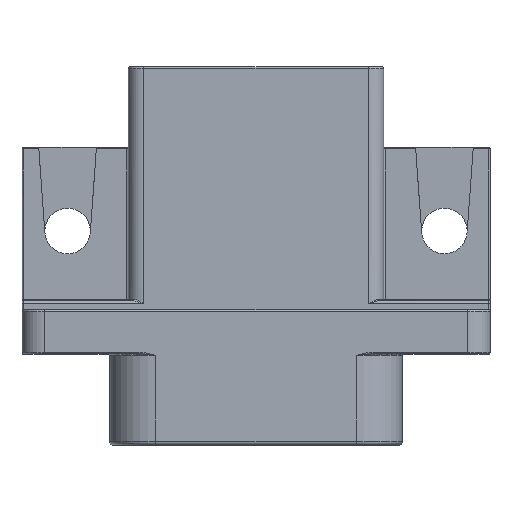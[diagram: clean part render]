
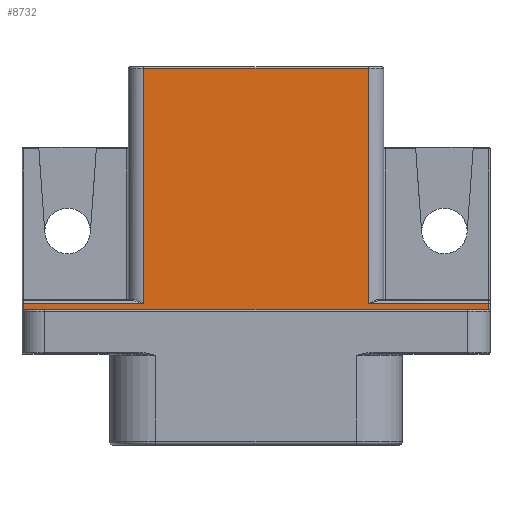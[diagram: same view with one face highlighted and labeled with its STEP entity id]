
A CAD part, top view. The second image highlights one B-rep face of the part: STEP entity #8732.
In plain terms, the highlighted planar face has unit normal (0, 0, 1).
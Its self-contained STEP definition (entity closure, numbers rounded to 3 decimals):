
#204=PLANE('',#9615);
#1280=FACE_OUTER_BOUND('',#1820,.T.);
#1820=EDGE_LOOP('',(#6973,#6974,#6975,#6976,#6977,#6978,#6979,#6980));
#2569=LINE('',#14984,#3242);
#2571=LINE('',#14991,#3244);
#2578=LINE('',#15040,#3251);
#2585=LINE('',#15066,#3258);
#2586=LINE('',#15068,#3259);
#2587=LINE('',#15070,#3260);
#2588=LINE('',#15072,#3261);
#2589=LINE('',#15073,#3262);
#3242=VECTOR('',#11726,10.);
#3244=VECTOR('',#11734,10.);
#3251=VECTOR('',#11773,10.);
#3258=VECTOR('',#11788,10.);
#3259=VECTOR('',#11789,10.);
#3260=VECTOR('',#11790,10.);
#3261=VECTOR('',#11791,10.);
#3262=VECTOR('',#11792,10.);
#3983=VERTEX_POINT('',#14961);
#3986=VERTEX_POINT('',#14983);
#3988=VERTEX_POINT('',#14989);
#3994=VERTEX_POINT('',#15038);
#4000=VERTEX_POINT('',#15065);
#4001=VERTEX_POINT('',#15067);
#4002=VERTEX_POINT('',#15069);
#4003=VERTEX_POINT('',#15071);
#5073=EDGE_CURVE('',#3983,#3986,#2569,.T.);
#5077=EDGE_CURVE('',#3988,#3983,#2571,.T.);
#5093=EDGE_CURVE('',#3994,#3988,#2578,.T.);
#5101=EDGE_CURVE('',#3994,#4000,#2585,.T.);
#5102=EDGE_CURVE('',#4001,#4000,#2586,.T.);
#5103=EDGE_CURVE('',#4002,#4001,#2587,.T.);
#5104=EDGE_CURVE('',#4003,#4002,#2588,.T.);
#5105=EDGE_CURVE('',#3986,#4003,#2589,.T.);
#6973=ORIENTED_EDGE('',*,*,#5093,.F.);
#6974=ORIENTED_EDGE('',*,*,#5101,.T.);
#6975=ORIENTED_EDGE('',*,*,#5102,.F.);
#6976=ORIENTED_EDGE('',*,*,#5103,.F.);
#6977=ORIENTED_EDGE('',*,*,#5104,.F.);
#6978=ORIENTED_EDGE('',*,*,#5105,.F.);
#6979=ORIENTED_EDGE('',*,*,#5073,.F.);
#6980=ORIENTED_EDGE('',*,*,#5077,.F.);
#8732=ADVANCED_FACE('',(#1280),#204,.F.);
#9615=AXIS2_PLACEMENT_3D('',#15064,#11786,#11787);
#11726=DIRECTION('',(0.,1.,0.));
#11734=DIRECTION('',(1.,0.,0.));
#11773=DIRECTION('',(0.,1.,0.));
#11786=DIRECTION('center_axis',(0.,0.,-1.));
#11787=DIRECTION('ref_axis',(1.,0.,0.));
#11788=DIRECTION('',(1.,0.,0.));
#11789=DIRECTION('',(0.,-1.,0.));
#11790=DIRECTION('',(1.,0.,0.));
#11791=DIRECTION('',(0.,-1.,0.));
#11792=DIRECTION('',(1.,0.,0.));
#14961=CARTESIAN_POINT('',(-7.4,-3.15,9.5));
#14983=CARTESIAN_POINT('',(-7.4,12.35,9.5));
#14984=CARTESIAN_POINT('',(-7.4,12.45,9.5));
#14989=CARTESIAN_POINT('',(-15.3,-3.15,9.5));
#14991=CARTESIAN_POINT('',(-13.65,-3.15,9.5));
#15038=CARTESIAN_POINT('',(-15.3,-3.55,9.5));
#15040=CARTESIAN_POINT('',(-15.3,12.45,9.5));
#15064=CARTESIAN_POINT('Origin',(-15.4,12.45,9.5));
#15065=CARTESIAN_POINT('',(15.3,-3.55,9.5));
#15066=CARTESIAN_POINT('',(-15.4,-3.55,9.5));
#15067=CARTESIAN_POINT('',(15.3,-3.15,9.5));
#15068=CARTESIAN_POINT('',(15.3,0.,9.5));
#15069=CARTESIAN_POINT('',(7.4,-3.15,9.5));
#15070=CARTESIAN_POINT('',(-1.75,-3.15,9.5));
#15071=CARTESIAN_POINT('',(7.4,12.35,9.5));
#15072=CARTESIAN_POINT('',(7.4,12.45,9.5));
#15073=CARTESIAN_POINT('',(0.,12.35,9.5));
